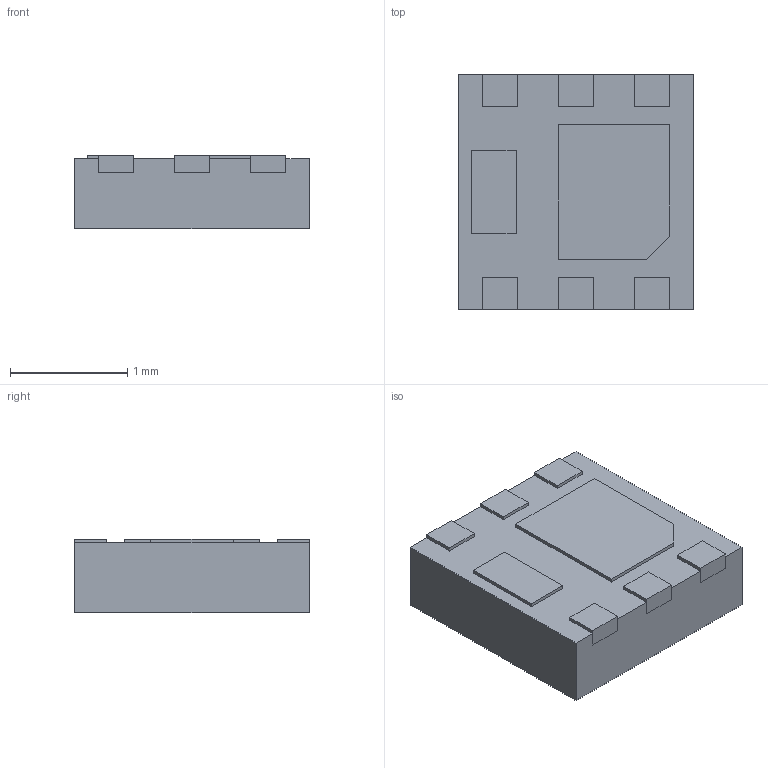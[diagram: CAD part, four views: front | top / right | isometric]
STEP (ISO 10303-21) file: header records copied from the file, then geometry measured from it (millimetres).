
FILE_DESCRIPTION(/* description */ (''),/* implementation_level */ '2;1');
FILE_NAME(/* name */ 'U-DFN2020-6.step',/* time_stamp */ '2023-09-13T01:03:32+02:00',/* author */ (''),/* organization */ (''),/* preprocessor_version */ 'ST-DEVELOPER v20',/* originating_system */ 'Autodesk Translation Framework v12.9.0.99',/* authorisation */ '');
FILE_SCHEMA (('AUTOMOTIVE_DESIGN { 1 0 10303 214 3 1 1 }'));
Length unit declared in the file: millimetre
Products named in the file (3): DFN2020-6; Contacts; MainBody
Assembly tree (2 placements, depth 2):
  DFN2020-6
    Contacts
    MainBody
Bounding box: 2 x 2 x 0.63 mm (x, y, z)
Volume: 2.5 mm3; surface area: 19.6 mm2
Topology: 9 solids, 9 shells, 92 faces, 213 edges, 142 vertices
Faces by surface type: plane 91, cylinder 1
Full cylindrical faces by diameter (mm): 0.25 x1
Entity records: 2644 total; most frequent: CARTESIAN_POINT 452, ORIENTED_EDGE 426, DIRECTION 409, EDGE_CURVE 213, LINE 211, VECTOR 211, VERTEX_POINT 142, AXIS2_PLACEMENT_3D 99
